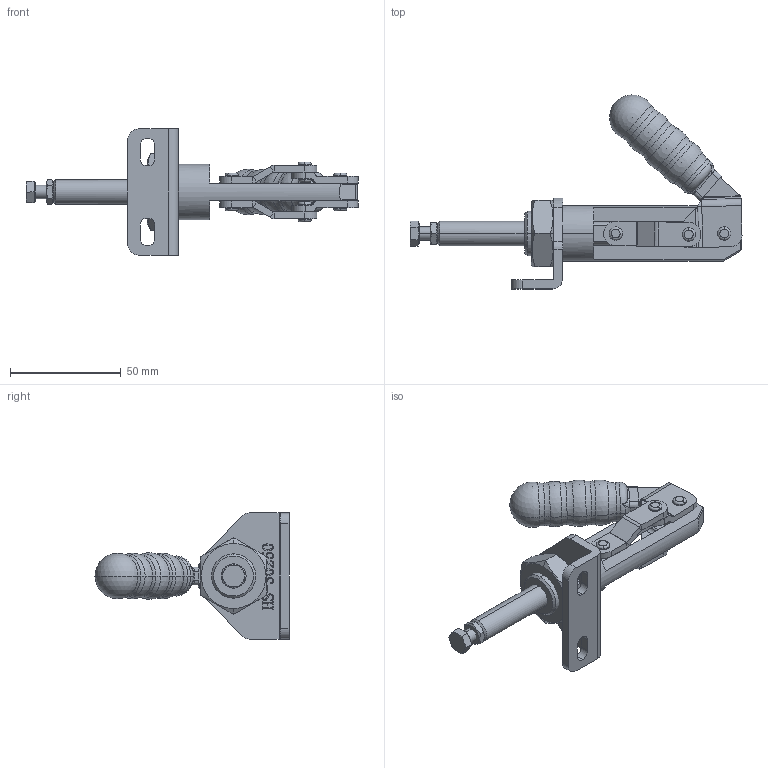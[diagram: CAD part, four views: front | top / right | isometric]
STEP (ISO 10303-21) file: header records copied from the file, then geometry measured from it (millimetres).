
FILE_DESCRIPTION (( 'STEP AP203' ), '1' );
FILE_NAME ('HS-30250 .STEP', '2019-08-13T01:42:20', ( '微软用户' ), ( '微软中国' ), 'SwSTEP 2.0', 'SolidWorks 2012', '' );
FILE_SCHEMA (( 'CONFIG_CONTROL_DESIGN' ));
Length unit declared in the file: millimetre
Products named in the file (15): HS-30250 ; 2#忒參杶; hex thin nuts-grades ab-chamfered gb_GB_FASTENER_NUT_STNAB  B M20-N; hex thin nuts-grades ab-chamfered gb_GB_FASTENER_NUT_STNAB M6-N; hexagon head bolts-full thread gb_GB_FASTENER_BOLT_STBAB A M6X16-N; 种1; 种2; 埴菁釱; 挴裝; 忒梟酘; 蟀裝酘; 蟀裝衵; 菁釱盓殤
Assembly tree (14 placements, depth 2):
  HS-30250 
    菁釱盓殤
    蟀裝衵
    蟀裝酘
    忒梟酘
    挴裝
    埴菁釱
    种1
    种2
    种2
    种1
    hexagon head bolts-full thread gb_GB_FASTENER_BOLT_STBAB A M6X16-N
    hex thin nuts-grades ab-chamfered gb_GB_FASTENER_NUT_STNAB M6-N
    hex thin nuts-grades ab-chamfered gb_GB_FASTENER_NUT_STNAB  B M20-N
    2#忒參杶
Bounding box: 149.87 x 87.57 x 57 mm (x, y, z)
Volume: 63550.3 mm3; surface area: 36924.7 mm2
Topology: 15 solids, 15 shells, 749 faces, 1916 edges, 1212 vertices
Faces by surface type: plane 352, bspline 174, cylinder 133, torus 48, cone 34, sphere 8
Entity records: 32523 total; most frequent: CARTESIAN_POINT 13948, ORIENTED_EDGE 3780, DIRECTION 3066, EDGE_CURVE 1890, VERTEX_POINT 1200, VECTOR 1038, LINE 1038, AXIS2_PLACEMENT_3D 1014
